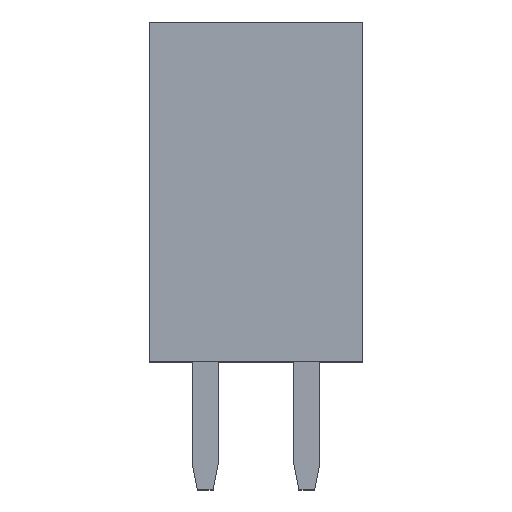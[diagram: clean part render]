
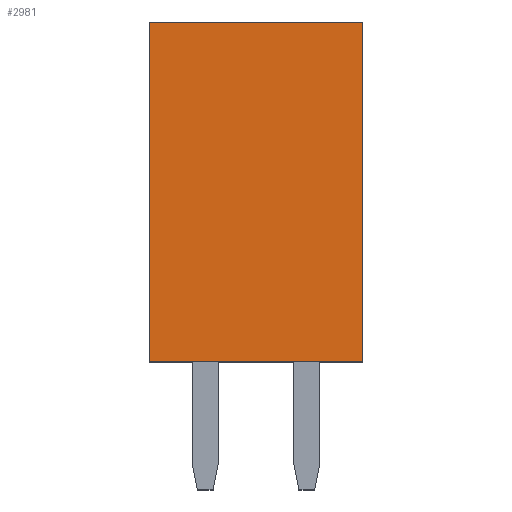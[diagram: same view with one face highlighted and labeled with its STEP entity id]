
A CAD part, top view. The second image highlights one B-rep face of the part: STEP entity #2981.
In plain terms, the highlighted planar face has unit normal (0, 0, 1).
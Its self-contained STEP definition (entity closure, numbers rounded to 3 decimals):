
#2280 = VERTEX_POINT('',#2281);
#2281 = CARTESIAN_POINT('',(2.665,0.,1.25));
#2287 = EDGE_CURVE('',#2288,#2280,#2290,.T.);
#2288 = VERTEX_POINT('',#2289);
#2289 = CARTESIAN_POINT('',(-2.665,0.,1.25));
#2290 = LINE('',#2291,#2292);
#2291 = CARTESIAN_POINT('',(-2.665,0.,1.25));
#2292 = VECTOR('',#2293,1.);
#2293 = DIRECTION('',(1.,0.,0.));
#2763 = VERTEX_POINT('',#2764);
#2764 = CARTESIAN_POINT('',(2.665,8.5,1.25));
#2781 = VERTEX_POINT('',#2782);
#2782 = CARTESIAN_POINT('',(-2.665,8.5,1.25));
#2788 = EDGE_CURVE('',#2781,#2763,#2789,.T.);
#2789 = LINE('',#2790,#2791);
#2790 = CARTESIAN_POINT('',(-2.665,8.5,1.25));
#2791 = VECTOR('',#2792,1.);
#2792 = DIRECTION('',(1.,0.,0.));
#2981 = ADVANCED_FACE('',(#2982),#2998,.T.);
#2982 = FACE_BOUND('',#2983,.T.);
#2983 = EDGE_LOOP('',(#2984,#2990,#2991,#2997));
#2984 = ORIENTED_EDGE('',*,*,#2985,.T.);
#2985 = EDGE_CURVE('',#2280,#2763,#2986,.T.);
#2986 = LINE('',#2987,#2988);
#2987 = CARTESIAN_POINT('',(2.665,0.,1.25));
#2988 = VECTOR('',#2989,1.);
#2989 = DIRECTION('',(0.,1.,0.));
#2990 = ORIENTED_EDGE('',*,*,#2788,.F.);
#2991 = ORIENTED_EDGE('',*,*,#2992,.F.);
#2992 = EDGE_CURVE('',#2288,#2781,#2993,.T.);
#2993 = LINE('',#2994,#2995);
#2994 = CARTESIAN_POINT('',(-2.665,0.,1.25));
#2995 = VECTOR('',#2996,1.);
#2996 = DIRECTION('',(0.,1.,0.));
#2997 = ORIENTED_EDGE('',*,*,#2287,.T.);
#2998 = PLANE('',#2999);
#2999 = AXIS2_PLACEMENT_3D('',#3000,#3001,#3002);
#3000 = CARTESIAN_POINT('',(-2.665,4.25,1.25));
#3001 = DIRECTION('',(0.,0.,1.));
#3002 = DIRECTION('',(0.,-1.,0.));
